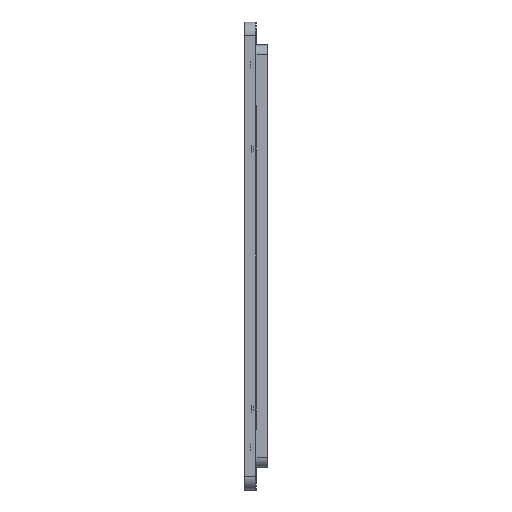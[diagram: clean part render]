
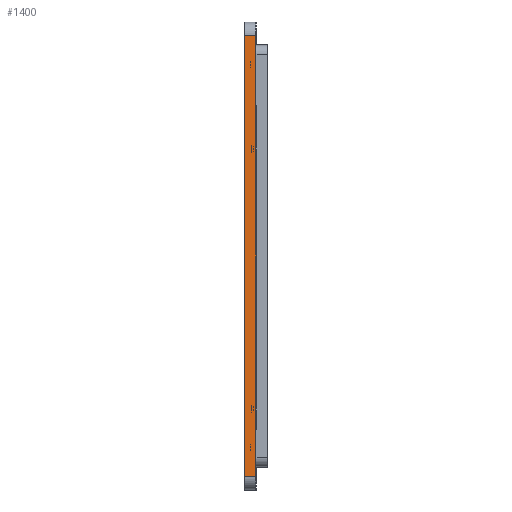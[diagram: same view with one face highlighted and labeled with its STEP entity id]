
A CAD part, left-side view. The second image highlights one B-rep face of the part: STEP entity #1400.
In plain terms, the highlighted planar face has unit normal (-1, 0, 0).
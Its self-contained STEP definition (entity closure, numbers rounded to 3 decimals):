
#107 = VECTOR ( 'NONE', #9142, 1000. ) ;
#320 = ORIENTED_EDGE ( 'NONE', *, *, #4488, .T. ) ;
#361 = CARTESIAN_POINT ( 'NONE',  ( -137.9, 10., 95.9 ) ) ;
#448 = DIRECTION ( 'NONE',  ( 0., 0., 1. ) ) ;
#663 = LINE ( 'NONE', #361, #7892 ) ;
#762 = DIRECTION ( 'NONE',  ( 0., 0., -1. ) ) ;
#878 = LINE ( 'NONE', #1212, #3433 ) ;
#1084 = ORIENTED_EDGE ( 'NONE', *, *, #8570, .F. ) ;
#1212 = CARTESIAN_POINT ( 'NONE',  ( -137.9, 5., 95.9 ) ) ;
#1400 = ADVANCED_FACE ( 'NONE', ( #1985 ), #2196, .F. ) ;
#1958 = CARTESIAN_POINT ( 'NONE',  ( -137.9, 10., 95.9 ) ) ;
#1985 = FACE_OUTER_BOUND ( 'NONE', #7360, .T. ) ;
#2075 = VERTEX_POINT ( 'NONE', #3905 ) ;
#2196 = PLANE ( 'NONE',  #7207 ) ;
#2434 = DIRECTION ( 'NONE',  ( 0., 0., 1. ) ) ;
#3196 = LINE ( 'NONE', #6369, #107 ) ;
#3433 = VECTOR ( 'NONE', #448, 1000. ) ;
#3552 = EDGE_CURVE ( 'NONE', #8509, #2075, #878, .T. ) ;
#3644 = DIRECTION ( 'NONE',  ( 1., 0., 0. ) ) ;
#3905 = CARTESIAN_POINT ( 'NONE',  ( -137.9, 5., 95.9 ) ) ;
#3964 = VECTOR ( 'NONE', #4098, 1000. ) ;
#4098 = DIRECTION ( 'NONE',  ( 0., -1., 0. ) ) ;
#4281 = VERTEX_POINT ( 'NONE', #6093 ) ;
#4488 = EDGE_CURVE ( 'NONE', #4281, #8509, #5851, .T. ) ;
#4786 = ORIENTED_EDGE ( 'NONE', *, *, #3552, .T. ) ;
#5851 = LINE ( 'NONE', #6156, #3964 ) ;
#5919 = VERTEX_POINT ( 'NONE', #1958 ) ;
#6093 = CARTESIAN_POINT ( 'NONE',  ( -137.9, 10., -95.9 ) ) ;
#6156 = CARTESIAN_POINT ( 'NONE',  ( -137.9, 10., -95.9 ) ) ;
#6369 = CARTESIAN_POINT ( 'NONE',  ( -137.9, 10., 95.9 ) ) ;
#6400 = CARTESIAN_POINT ( 'NONE',  ( -137.9, 10., 95.9 ) ) ;
#6415 = ORIENTED_EDGE ( 'NONE', *, *, #8354, .F. ) ;
#6912 = CARTESIAN_POINT ( 'NONE',  ( -137.9, 5., -95.9 ) ) ;
#7207 = AXIS2_PLACEMENT_3D ( 'NONE', #6400, #3644, #762 ) ;
#7360 = EDGE_LOOP ( 'NONE', ( #4786, #1084, #6415, #320 ) ) ;
#7892 = VECTOR ( 'NONE', #2434, 1000. ) ;
#8354 = EDGE_CURVE ( 'NONE', #4281, #5919, #663, .T. ) ;
#8509 = VERTEX_POINT ( 'NONE', #6912 ) ;
#8570 = EDGE_CURVE ( 'NONE', #5919, #2075, #3196, .T. ) ;
#9142 = DIRECTION ( 'NONE',  ( 0., -1., 0. ) ) ;
